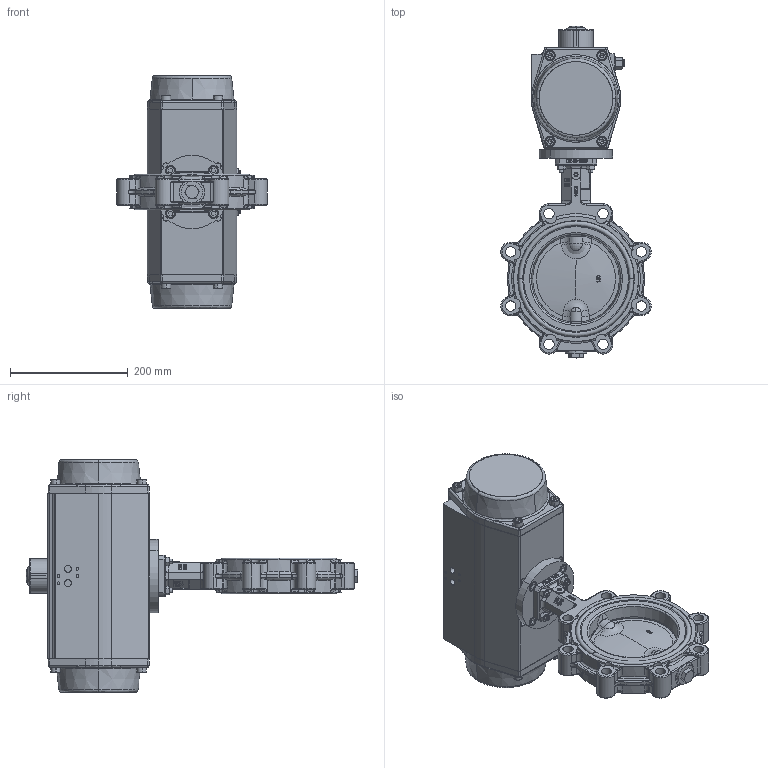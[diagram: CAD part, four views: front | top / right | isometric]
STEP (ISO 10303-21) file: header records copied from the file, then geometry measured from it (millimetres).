
FILE_DESCRIPTION (( 'STEP AP203' ), '1' );
FILE_NAME ('AK02_DN150_pneu.-einfachw..STEP', '2022-11-04T07:52:07', ( '' ), ( '' ), 'SwSTEP 2.0', 'SolidWorks 2021', '' );
FILE_SCHEMA (( 'CONFIG_CONTROL_DESIGN' ));
Length unit declared in the file: metre
Products named in the file (1): AK02_DN150_pneu.-einfachw.
Bounding box: 254.93 x 563.19 x 395 mm (x, y, z)
Surface area: 531343.8 mm2 (no closed solid volume)
Topology: 0 solids, 408 shells, 1251 faces, 4732 edges, 3813 vertices
Faces by surface type: cylinder 394, plane 376, torus 197, bspline 159, cone 112, sphere 13
Entity records: 80387 total; most frequent: CARTESIAN_POINT 43012, DIRECTION 7367, ORIENTED_EDGE 6591, EDGE_CURVE 4672, VERTEX_POINT 3813, AXIS2_PLACEMENT_3D 2773, VECTOR 1821, LINE 1821
